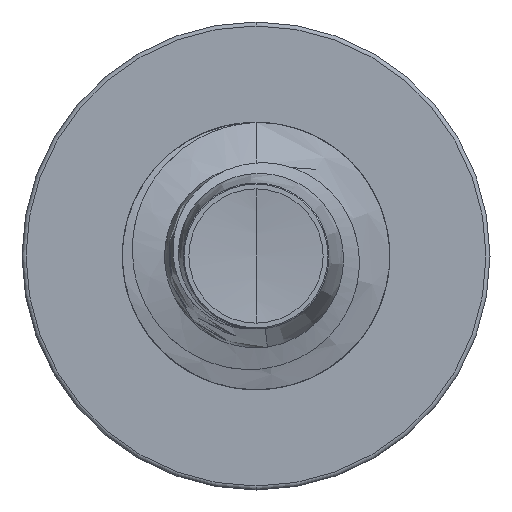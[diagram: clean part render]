
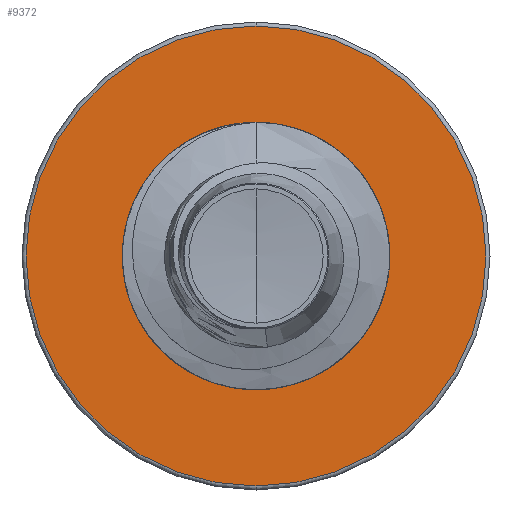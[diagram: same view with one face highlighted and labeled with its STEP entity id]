
A CAD part, front view. The second image highlights one B-rep face of the part: STEP entity #9372.
In plain terms, the highlighted planar face has unit normal (0, -1, 0).
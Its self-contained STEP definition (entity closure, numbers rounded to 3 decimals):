
#286 = CARTESIAN_POINT ( 'NONE',  ( 0., 20., 0. ) ) ;
#447 = ORIENTED_EDGE ( 'NONE', *, *, #24469, .F. ) ;
#1744 = EDGE_LOOP ( 'NONE', ( #24149, #10809 ) ) ;
#3615 = DIRECTION ( 'NONE',  ( 0., 0., 1. ) ) ;
#4731 = AXIS2_PLACEMENT_3D ( 'NONE', #19967, #5856, #21655 ) ;
#5204 = VERTEX_POINT ( 'NONE', #25770 ) ;
#5696 = VERTEX_POINT ( 'NONE', #23847 ) ;
#5856 = DIRECTION ( 'NONE',  ( 0., 1., 0. ) ) ;
#6408 = CIRCLE ( 'NONE', #17201, 1.989 ) ;
#8053 = VERTEX_POINT ( 'NONE', #19560 ) ;
#9372 = ADVANCED_FACE ( 'NONE', ( #25809, #22025 ), #15660, .F. ) ;
#10522 = CARTESIAN_POINT ( 'NONE',  ( 0., 20., 0. ) ) ;
#10809 = ORIENTED_EDGE ( 'NONE', *, *, #17767, .T. ) ;
#11975 = EDGE_CURVE ( 'NONE', #16658, #5696, #19064, .T. ) ;
#13012 = DIRECTION ( 'NONE',  ( 0., 0., 1. ) ) ;
#15486 = DIRECTION ( 'NONE',  ( 0., 0., 1. ) ) ;
#15488 = DIRECTION ( 'NONE',  ( 0., 1., 0. ) ) ;
#15660 = PLANE ( 'NONE',  #22642 ) ;
#16121 = CARTESIAN_POINT ( 'NONE',  ( 0., 20., -1.989 ) ) ;
#16527 = CIRCLE ( 'NONE', #4731, 1.989 ) ;
#16658 = VERTEX_POINT ( 'NONE', #25921 ) ;
#17201 = AXIS2_PLACEMENT_3D ( 'NONE', #286, #18602, #3615 ) ;
#17412 = AXIS2_PLACEMENT_3D ( 'NONE', #10522, #24089, #13012 ) ;
#17767 = EDGE_CURVE ( 'NONE', #8053, #5204, #6408, .T. ) ;
#18602 = DIRECTION ( 'NONE',  ( 0., 1., 0. ) ) ;
#19013 = CIRCLE ( 'NONE', #17412, 3.44 ) ;
#19064 = CIRCLE ( 'NONE', #26221, 3.44 ) ;
#19560 = CARTESIAN_POINT ( 'NONE',  ( 0., 20., -1.989 ) ) ;
#19860 = EDGE_CURVE ( 'NONE', #5204, #8053, #16527, .T. ) ;
#19967 = CARTESIAN_POINT ( 'NONE',  ( 0., 20., 0. ) ) ;
#21655 = DIRECTION ( 'NONE',  ( 0., 0., 1. ) ) ;
#22025 = FACE_BOUND ( 'NONE', #1744, .T. ) ;
#22642 = AXIS2_PLACEMENT_3D ( 'NONE', #16121, #15488, #15486 ) ;
#23847 = CARTESIAN_POINT ( 'NONE',  ( 0., 20., -3.44 ) ) ;
#23901 = DIRECTION ( 'NONE',  ( 0., 0., 1. ) ) ;
#23919 = DIRECTION ( 'NONE',  ( 0., 1., 0. ) ) ;
#23957 = CARTESIAN_POINT ( 'NONE',  ( 0., 20., 0. ) ) ;
#24089 = DIRECTION ( 'NONE',  ( 0., 1., 0. ) ) ;
#24149 = ORIENTED_EDGE ( 'NONE', *, *, #19860, .T. ) ;
#24469 = EDGE_CURVE ( 'NONE', #5696, #16658, #19013, .T. ) ;
#25557 = ORIENTED_EDGE ( 'NONE', *, *, #11975, .F. ) ;
#25770 = CARTESIAN_POINT ( 'NONE',  ( 0., 20., 1.989 ) ) ;
#25809 = FACE_OUTER_BOUND ( 'NONE', #26426, .T. ) ;
#25921 = CARTESIAN_POINT ( 'NONE',  ( 0., 20., 3.44 ) ) ;
#26221 = AXIS2_PLACEMENT_3D ( 'NONE', #23957, #23919, #23901 ) ;
#26426 = EDGE_LOOP ( 'NONE', ( #25557, #447 ) ) ;
